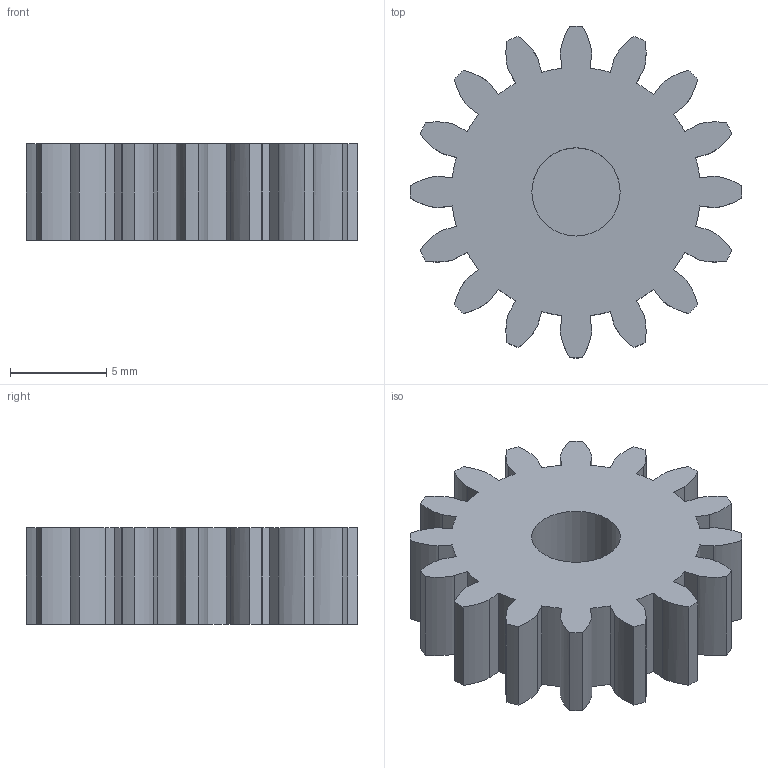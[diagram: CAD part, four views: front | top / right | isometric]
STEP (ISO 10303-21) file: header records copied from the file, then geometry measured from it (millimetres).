
FILE_DESCRIPTION(/* description */ (''),/* implementation_level */ '2;1');
FILE_NAME(/* name */ 'ServoGear v1.step',/* time_stamp */ '2023-03-08T16:28:00+01:00',/* author */ (''),/* organization */ (''),/* preprocessor_version */ 'ST-DEVELOPER v19.2',/* originating_system */ 'Autodesk Translation Framework v11.17.0.187',/* authorisation */ '');
FILE_SCHEMA (('AUTOMOTIVE_DESIGN { 1 0 10303 214 3 1 1 }'));
Products named in the file (2): ServoGear; Component1
Assembly tree (1 placements, depth 2):
  ServoGear
    Component1
Bounding box: 17.28 x 17.28 x 5 mm (x, y, z)
Volume: 830.2 mm3; surface area: 922 mm2
Topology: 1 solids, 1 shells, 132 faces, 387 edges, 258 vertices
Faces by surface type: plane 67, cylinder 33, bspline 32
Full cylindrical faces by diameter (mm): 4.6 x1
Entity records: 35738 total; most frequent: CARTESIAN_POINT 32620, ORIENTED_EDGE 774, DIRECTION 531, EDGE_CURVE 387, VERTEX_POINT 258, LINE 193, VECTOR 193, AXIS2_PLACEMENT_3D 169
